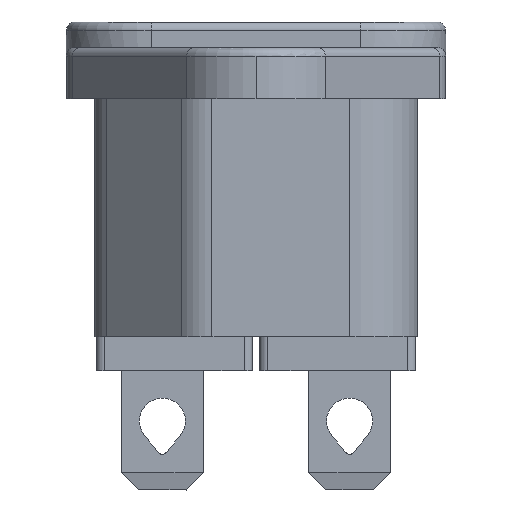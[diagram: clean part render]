
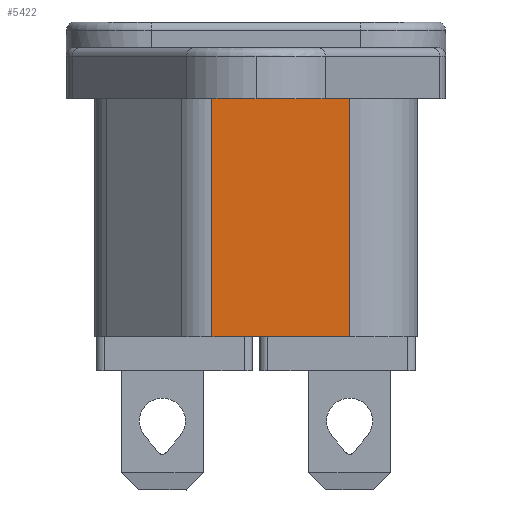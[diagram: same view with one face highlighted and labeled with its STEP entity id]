
A CAD part, left-side view. The second image highlights one B-rep face of the part: STEP entity #5422.
In plain terms, the highlighted planar face has unit normal (-1, 0, 0).
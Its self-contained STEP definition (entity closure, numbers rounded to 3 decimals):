
#389 = LINE ( 'NONE', #413, #402 ) ;
#401 = DIRECTION ( 'NONE',  ( 0., 0., 1. ) ) ;
#402 = VECTOR ( 'NONE', #401, 1000. ) ;
#413 = CARTESIAN_POINT ( 'NONE',  ( -13.486, 2.586, -14. ) ) ;
#502 = DIRECTION ( 'NONE',  ( 0., 1., 0. ) ) ;
#503 = VECTOR ( 'NONE', #502, 1000. ) ;
#504 = CARTESIAN_POINT ( 'NONE',  ( -13.486, 2.586, -14. ) ) ;
#505 = LINE ( 'NONE', #504, #503 ) ;
#506 = CARTESIAN_POINT ( 'NONE',  ( -13.486, -5.5, -14. ) ) ;
#526 = DIRECTION ( 'NONE',  ( 0., 0., 1. ) ) ;
#527 = VECTOR ( 'NONE', #526, 1000. ) ;
#528 = CARTESIAN_POINT ( 'NONE',  ( -13.486, -5.5, -14. ) ) ;
#529 = LINE ( 'NONE', #528, #527 ) ;
#1114 = FACE_OUTER_BOUND ( 'NONE', #5423, .T. ) ;
#1136 = DIRECTION ( 'NONE',  ( 0., 1., 0. ) ) ;
#1137 = DIRECTION ( 'NONE',  ( 1., 0., 0. ) ) ;
#1138 = CARTESIAN_POINT ( 'NONE',  ( -13.486, 2.586, -14. ) ) ;
#1139 = AXIS2_PLACEMENT_3D ( 'NONE', #1138, #1137, #1136 ) ;
#1140 = PLANE ( 'NONE',  #1139 ) ;
#4868 = VERTEX_POINT ( 'NONE', #7563 ) ;
#4870 = EDGE_CURVE ( 'NONE', #4871, #4868, #7562, .T. ) ;
#4871 = VERTEX_POINT ( 'NONE', #7441 ) ;
#4933 = VERTEX_POINT ( 'NONE', #506 ) ;
#4935 = EDGE_CURVE ( 'NONE', #4933, #4936, #505, .T. ) ;
#4936 = VERTEX_POINT ( 'NONE', #7703 ) ;
#5360 = ORIENTED_EDGE ( 'NONE', *, *, #5361, .F. ) ;
#5361 = EDGE_CURVE ( 'NONE', #4936, #4868, #389, .T. ) ;
#5362 = ORIENTED_EDGE ( 'NONE', *, *, #4935, .F. ) ;
#5363 = ORIENTED_EDGE ( 'NONE', *, *, #5386, .T. ) ;
#5386 = EDGE_CURVE ( 'NONE', #4933, #4871, #529, .T. ) ;
#5422 = ADVANCED_FACE ( 'NONE', ( #1114 ), #1140, .F. ) ;
#5423 = EDGE_LOOP ( 'NONE', ( #5424, #5360, #5362, #5363 ) ) ;
#5424 = ORIENTED_EDGE ( 'NONE', *, *, #4870, .T. ) ;
#7441 = CARTESIAN_POINT ( 'NONE',  ( -13.486, -5.5, 0. ) ) ;
#7559 = DIRECTION ( 'NONE',  ( 0., 1., 0. ) ) ;
#7560 = VECTOR ( 'NONE', #7559, 1000. ) ;
#7561 = CARTESIAN_POINT ( 'NONE',  ( -13.486, 2.586, 0. ) ) ;
#7562 = LINE ( 'NONE', #7561, #7560 ) ;
#7563 = CARTESIAN_POINT ( 'NONE',  ( -13.486, 2.586, 0. ) ) ;
#7703 = CARTESIAN_POINT ( 'NONE',  ( -13.486, 2.586, -14. ) ) ;
